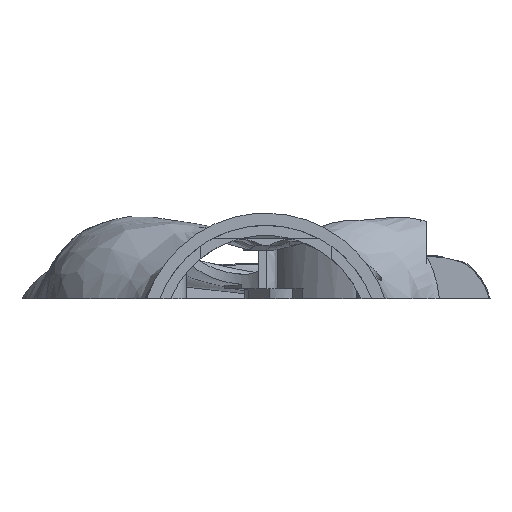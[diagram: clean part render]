
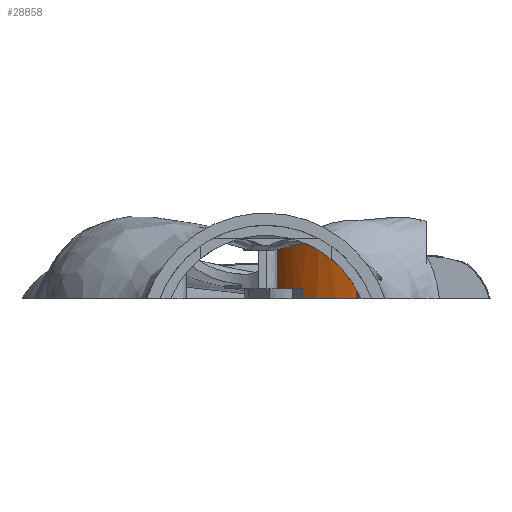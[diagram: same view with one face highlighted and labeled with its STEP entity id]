
A CAD part, front view. The second image highlights one B-rep face of the part: STEP entity #28858.
In plain terms, the highlighted cylindrical face has radius 28.822 mm (diameter 57.644 mm), a partial arc.
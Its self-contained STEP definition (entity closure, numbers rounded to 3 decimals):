
#252 = VERTEX_POINT ( 'NONE', #9836 ) ;
#281 = CARTESIAN_POINT ( 'NONE',  ( 27.948, 48.469, 32.822 ) ) ;
#395 = DIRECTION ( 'NONE',  ( -1., 0., 0. ) ) ;
#1470 = DIRECTION ( 'NONE',  ( 0., 0., -1. ) ) ;
#1575 = DIRECTION ( 'NONE',  ( 0., 0., -1. ) ) ;
#1736 = ORIENTED_EDGE ( 'NONE', *, *, #3727, .T. ) ;
#1938 = CARTESIAN_POINT ( 'NONE',  ( 8.292, 27.372, 19.698 ) ) ;
#2054 = CARTESIAN_POINT ( 'NONE',  ( 15.747, 22.356, 21.564 ) ) ;
#2764 = DIRECTION ( 'NONE',  ( 0., 0., -1. ) ) ;
#2903 = VERTEX_POINT ( 'NONE', #13129 ) ;
#3231 = CARTESIAN_POINT ( 'NONE',  ( 21.391, 20.402, 18.87 ) ) ;
#3659 = CARTESIAN_POINT ( 'NONE',  ( 2.431, 35.068, 18.322 ) ) ;
#3727 = EDGE_CURVE ( 'NONE', #2903, #18240, #25022, .T. ) ;
#4109 = EDGE_CURVE ( 'NONE', #28848, #6404, #11645, .T. ) ;
#4572 = CARTESIAN_POINT ( 'NONE',  ( 9.556, 26.273, 19.789 ) ) ;
#4690 = CARTESIAN_POINT ( 'NONE',  ( 16.514, 22.009, 21.55 ) ) ;
#4751 = CARTESIAN_POINT ( 'NONE',  ( 27.948, 48.469, 7.926 ) ) ;
#4764 = EDGE_CURVE ( 'NONE', #17311, #2903, #25455, .T. ) ;
#6175 = CARTESIAN_POINT ( 'NONE',  ( 5.452, 30.451, 19.568 ) ) ;
#6285 = DIRECTION ( 'NONE',  ( 0., 0., -1. ) ) ;
#6404 = VERTEX_POINT ( 'NONE', #6175 ) ;
#6824 = ORIENTED_EDGE ( 'NONE', *, *, #21219, .F. ) ;
#7238 = CARTESIAN_POINT ( 'NONE',  ( 10.542, 25.492, 19.947 ) ) ;
#7345 = CARTESIAN_POINT ( 'NONE',  ( 17.637, 21.551, 21.208 ) ) ;
#8667 = CYLINDRICAL_SURFACE ( 'NONE', #12896, 28.822 ) ;
#8806 = EDGE_CURVE ( 'NONE', #17311, #252, #20094, .T. ) ;
#9546 = AXIS2_PLACEMENT_3D ( 'NONE', #4751, #33559, #31057 ) ;
#9593 = CARTESIAN_POINT ( 'NONE',  ( 2.431, 35.068, 32.822 ) ) ;
#9621 = B_SPLINE_CURVE_WITH_KNOTS ( 'NONE', 3,
 ( #14898, #17515, #33277, #17624, #1938, #20270, #4572, #22886, #7238, #25489, #9838, #28113, #12486, #30766, #15115, #33395, #17730, #2054, #20379, #4690, #22990, #7345, #25608, #9948, #28222, #12605, #30883, #15227 ),
 .UNSPECIFIED., .F., .F.,
 ( 4, 2, 2, 2, 2, 2, 2, 2, 2, 2, 2, 2, 2, 4 ),
 ( 0., 0.003, 0.005, 0.006, 0.008, 0.01, 0.011, 0.013, 0.013, 0.014, 0.015, 0.016, 0.018, 0.02 ),
 .UNSPECIFIED. ) ;
#9836 = CARTESIAN_POINT ( 'NONE',  ( 2.431, 35.068, 9.926 ) ) ;
#9838 = CARTESIAN_POINT ( 'NONE',  ( 12.214, 24.307, 20.412 ) ) ;
#9888 = ORIENTED_EDGE ( 'NONE', *, *, #4109, .F. ) ;
#9948 = CARTESIAN_POINT ( 'NONE',  ( 18.705, 21.167, 20.688 ) ) ;
#9974 = CARTESIAN_POINT ( 'NONE',  ( 5.452, 30.451, 19.568 ) ) ;
#10051 = CARTESIAN_POINT ( 'NONE',  ( 4.859, 31.192, 19.469 ) ) ;
#10091 = CARTESIAN_POINT ( 'NONE',  ( 4.314, 31.946, 19.308 ) ) ;
#10667 = CARTESIAN_POINT ( 'NONE',  ( 2.431, 35.068, 18.322 ) ) ;
#10985 = CARTESIAN_POINT ( 'NONE',  ( 7.238, 28.424, 9.926 ) ) ;
#11358 = CARTESIAN_POINT ( 'NONE',  ( 2.851, 34.268, 18.619 ) ) ;
#11504 = EDGE_LOOP ( 'NONE', ( #25598, #13596, #1736, #6824, #26610, #9888, #18507 ) ) ;
#11645 = B_SPLINE_CURVE_WITH_KNOTS ( 'NONE', 3,
 ( #10667, #11358, #19126, #10091, #10051, #9974 ),
 .UNSPECIFIED., .F., .F.,
 ( 4, 2, 4 ),
 ( 0., 0.003, 0.006 ),
 .UNSPECIFIED. ) ;
#11881 = LINE ( 'NONE', #9593, #25766 ) ;
#12486 = CARTESIAN_POINT ( 'NONE',  ( 13.582, 23.479, 20.933 ) ) ;
#12605 = CARTESIAN_POINT ( 'NONE',  ( 20.074, 20.734, 19.851 ) ) ;
#12896 = AXIS2_PLACEMENT_3D ( 'NONE', #281, #16063, #395 ) ;
#13129 = CARTESIAN_POINT ( 'NONE',  ( 7.238, 28.424, 7.926 ) ) ;
#13596 = ORIENTED_EDGE ( 'NONE', *, *, #4764, .T. ) ;
#13796 = VERTEX_POINT ( 'NONE', #3231 ) ;
#14898 = CARTESIAN_POINT ( 'NONE',  ( 5.452, 30.451, 19.568 ) ) ;
#15115 = CARTESIAN_POINT ( 'NONE',  ( 14.637, 22.901, 21.32 ) ) ;
#15227 = CARTESIAN_POINT ( 'NONE',  ( 21.391, 20.402, 18.87 ) ) ;
#16063 = DIRECTION ( 'NONE',  ( 0., 0., -1. ) ) ;
#17311 = VERTEX_POINT ( 'NONE', #10985 ) ;
#17380 = CARTESIAN_POINT ( 'NONE',  ( 21.391, 20.402, 32.822 ) ) ;
#17515 = CARTESIAN_POINT ( 'NONE',  ( 5.977, 29.796, 19.655 ) ) ;
#17624 = CARTESIAN_POINT ( 'NONE',  ( 7.687, 27.953, 19.71 ) ) ;
#17730 = CARTESIAN_POINT ( 'NONE',  ( 15.369, 22.536, 21.509 ) ) ;
#18177 = AXIS2_PLACEMENT_3D ( 'NONE', #18458, #2764, #21085 ) ;
#18240 = VERTEX_POINT ( 'NONE', #27760 ) ;
#18277 = EDGE_CURVE ( 'NONE', #28848, #252, #11881, .T. ) ;
#18458 = CARTESIAN_POINT ( 'NONE',  ( 27.948, 48.469, 9.926 ) ) ;
#18507 = ORIENTED_EDGE ( 'NONE', *, *, #18277, .T. ) ;
#18793 = LINE ( 'NONE', #17380, #32690 ) ;
#19126 = CARTESIAN_POINT ( 'NONE',  ( 3.31, 33.484, 18.883 ) ) ;
#20094 = CIRCLE ( 'NONE', #18177, 28.822 ) ;
#20270 = CARTESIAN_POINT ( 'NONE',  ( 9.236, 26.543, 19.757 ) ) ;
#20379 = CARTESIAN_POINT ( 'NONE',  ( 15.941, 22.266, 21.576 ) ) ;
#21085 = DIRECTION ( 'NONE',  ( -1., 0., 0. ) ) ;
#21219 = EDGE_CURVE ( 'NONE', #13796, #18240, #18793, .T. ) ;
#22183 = EDGE_CURVE ( 'NONE', #6404, #13796, #9621, .T. ) ;
#22886 = CARTESIAN_POINT ( 'NONE',  ( 10.209, 25.748, 19.884 ) ) ;
#22990 = CARTESIAN_POINT ( 'NONE',  ( 16.889, 21.85, 21.461 ) ) ;
#25019 = FACE_OUTER_BOUND ( 'NONE', #11504, .T. ) ;
#25022 = CIRCLE ( 'NONE', #9546, 28.822 ) ;
#25455 = LINE ( 'NONE', #32598, #31630 ) ;
#25489 = CARTESIAN_POINT ( 'NONE',  ( 11.542, 24.757, 20.186 ) ) ;
#25598 = ORIENTED_EDGE ( 'NONE', *, *, #8806, .F. ) ;
#25608 = CARTESIAN_POINT ( 'NONE',  ( 17.998, 21.416, 21.047 ) ) ;
#25766 = VECTOR ( 'NONE', #1470, 1000. ) ;
#26610 = ORIENTED_EDGE ( 'NONE', *, *, #22183, .F. ) ;
#27760 = CARTESIAN_POINT ( 'NONE',  ( 21.391, 20.402, 7.926 ) ) ;
#28113 = CARTESIAN_POINT ( 'NONE',  ( 13.238, 23.68, 20.797 ) ) ;
#28222 = CARTESIAN_POINT ( 'NONE',  ( 19.05, 21.052, 20.488 ) ) ;
#28848 = VERTEX_POINT ( 'NONE', #3659 ) ;
#28858 = ADVANCED_FACE ( 'NONE', ( #25019 ), #8667, .T. ) ;
#30766 = CARTESIAN_POINT ( 'NONE',  ( 14.282, 23.089, 21.193 ) ) ;
#30883 = CARTESIAN_POINT ( 'NONE',  ( 20.74, 20.555, 19.374 ) ) ;
#31057 = DIRECTION ( 'NONE',  ( -1., 0., 0. ) ) ;
#31630 = VECTOR ( 'NONE', #6285, 1000. ) ;
#32598 = CARTESIAN_POINT ( 'NONE',  ( 7.238, 28.424, 32.822 ) ) ;
#32690 = VECTOR ( 'NONE', #1575, 1000. ) ;
#33277 = CARTESIAN_POINT ( 'NONE',  ( 6.529, 29.165, 19.691 ) ) ;
#33395 = CARTESIAN_POINT ( 'NONE',  ( 15.184, 22.626, 21.467 ) ) ;
#33559 = DIRECTION ( 'NONE',  ( 0., 0., 1. ) ) ;
